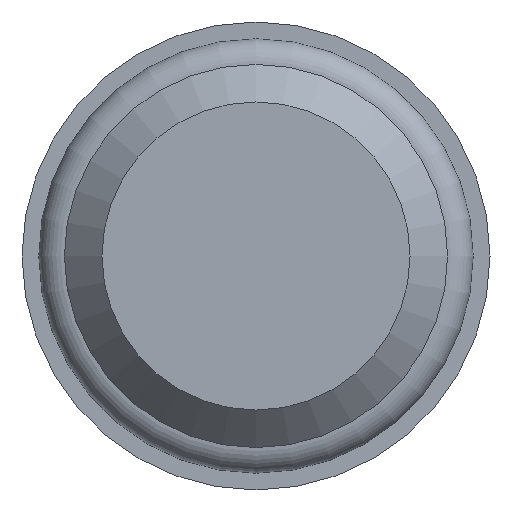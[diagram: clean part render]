
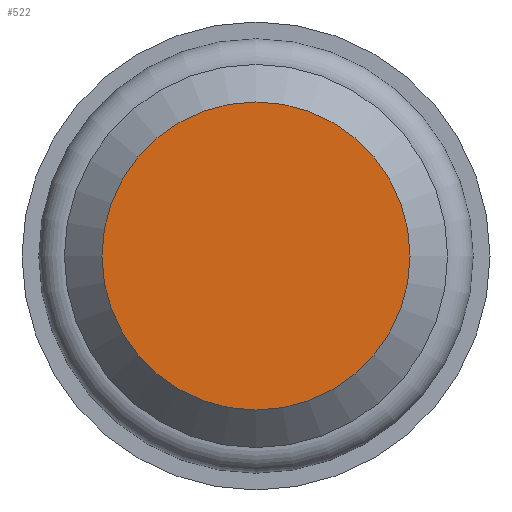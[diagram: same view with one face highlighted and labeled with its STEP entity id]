
A CAD part, front view. The second image highlights one B-rep face of the part: STEP entity #522.
In plain terms, the highlighted planar face has unit normal (0, -1, 0).
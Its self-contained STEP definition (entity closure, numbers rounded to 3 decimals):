
#109=PLANE('',#582);
#160=FACE_OUTER_BOUND('',#204,.T.);
#204=EDGE_LOOP('',(#480));
#231=CIRCLE('',#580,5.744);
#281=VERTEX_POINT('',#903);
#348=EDGE_CURVE('',#281,#281,#231,.T.);
#480=ORIENTED_EDGE('',*,*,#348,.F.);
#522=ADVANCED_FACE('',(#160),#109,.T.);
#580=AXIS2_PLACEMENT_3D('',#904,#723,#724);
#582=AXIS2_PLACEMENT_3D('',#906,#727,#728);
#723=DIRECTION('center_axis',(0.,1.,0.));
#724=DIRECTION('ref_axis',(-1.,0.,0.));
#727=DIRECTION('center_axis',(0.,-1.,0.));
#728=DIRECTION('ref_axis',(0.,0.,-1.));
#903=CARTESIAN_POINT('',(5.744,0.,0.));
#904=CARTESIAN_POINT('Origin',(0.,0.,
0.));
#906=CARTESIAN_POINT('Origin',(3.572,0.,0.));
